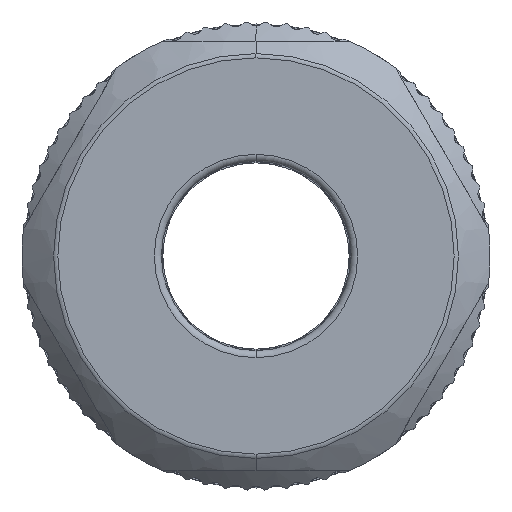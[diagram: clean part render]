
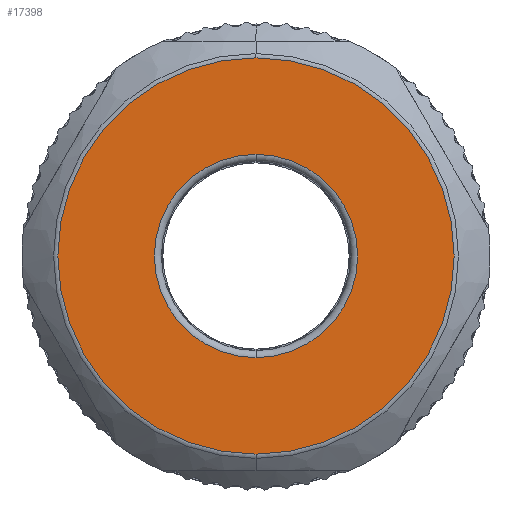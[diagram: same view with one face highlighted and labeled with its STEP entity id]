
A CAD part, left-side view. The second image highlights one B-rep face of the part: STEP entity #17398.
In plain terms, the highlighted planar face has unit normal (-1, 0, 0).
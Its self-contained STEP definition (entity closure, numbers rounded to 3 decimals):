
#68 = CIRCLE ( 'NONE', #18089, 6.918 ) ;
#894 = DIRECTION ( 'NONE',  ( -1., 0., 0. ) ) ;
#932 = DIRECTION ( 'NONE',  ( 0., 0., 1. ) ) ;
#1102 = VERTEX_POINT ( 'NONE', #4888 ) ;
#2280 = ORIENTED_EDGE ( 'NONE', *, *, #18225, .T. ) ;
#2439 = FACE_OUTER_BOUND ( 'NONE', #24299, .T. ) ;
#3076 = CARTESIAN_POINT ( 'NONE',  ( -10.61, 0., 0. ) ) ;
#3413 = DIRECTION ( 'NONE',  ( -1., 0., 0. ) ) ;
#3640 = CARTESIAN_POINT ( 'NONE',  ( -10.61, 0., 0. ) ) ;
#3954 = DIRECTION ( 'NONE',  ( 1., 0., 0. ) ) ;
#4888 = CARTESIAN_POINT ( 'NONE',  ( -10.61, 0., -3.55 ) ) ;
#6677 = CARTESIAN_POINT ( 'NONE',  ( -10.61, 0., 6.918 ) ) ;
#8440 = AXIS2_PLACEMENT_3D ( 'NONE', #11061, #894, #14900 ) ;
#9422 = VERTEX_POINT ( 'NONE', #12932 ) ;
#9512 = AXIS2_PLACEMENT_3D ( 'NONE', #3076, #22805, #932 ) ;
#9877 = AXIS2_PLACEMENT_3D ( 'NONE', #3640, #20145, #24251 ) ;
#11061 = CARTESIAN_POINT ( 'NONE',  ( -10.61, 0., 0. ) ) ;
#11224 = CIRCLE ( 'NONE', #22768, 3.55 ) ;
#11262 = EDGE_LOOP ( 'NONE', ( #18354, #2280 ) ) ;
#12932 = CARTESIAN_POINT ( 'NONE',  ( -10.61, 0., 3.55 ) ) ;
#13220 = PLANE ( 'NONE',  #9512 ) ;
#13221 = EDGE_CURVE ( 'NONE', #18869, #26009, #24682, .T. ) ;
#14900 = DIRECTION ( 'NONE',  ( 0., 0., 1. ) ) ;
#15442 = DIRECTION ( 'NONE',  ( 0., 0., 1. ) ) ;
#15627 = CARTESIAN_POINT ( 'NONE',  ( -10.61, 0., 0. ) ) ;
#16490 = CARTESIAN_POINT ( 'NONE',  ( -10.61, 0., -6.918 ) ) ;
#17398 = ADVANCED_FACE ( 'NONE', ( #2439, #19485 ), #13220, .F. ) ;
#17848 = CIRCLE ( 'NONE', #9877, 3.55 ) ;
#18089 = AXIS2_PLACEMENT_3D ( 'NONE', #15627, #3413, #15442 ) ;
#18225 = EDGE_CURVE ( 'NONE', #1102, #9422, #11224, .T. ) ;
#18354 = ORIENTED_EDGE ( 'NONE', *, *, #19286, .T. ) ;
#18738 = ORIENTED_EDGE ( 'NONE', *, *, #21561, .T. ) ;
#18869 = VERTEX_POINT ( 'NONE', #16490 ) ;
#19286 = EDGE_CURVE ( 'NONE', #9422, #1102, #17848, .T. ) ;
#19485 = FACE_BOUND ( 'NONE', #11262, .T. ) ;
#20145 = DIRECTION ( 'NONE',  ( 1., 0., 0. ) ) ;
#21561 = EDGE_CURVE ( 'NONE', #26009, #18869, #68, .T. ) ;
#22768 = AXIS2_PLACEMENT_3D ( 'NONE', #24051, #3954, #26085 ) ;
#22805 = DIRECTION ( 'NONE',  ( 1., 0., 0. ) ) ;
#24051 = CARTESIAN_POINT ( 'NONE',  ( -10.61, 0., 0. ) ) ;
#24251 = DIRECTION ( 'NONE',  ( 0., 0., 1. ) ) ;
#24299 = EDGE_LOOP ( 'NONE', ( #18738, #25246 ) ) ;
#24682 = CIRCLE ( 'NONE', #8440, 6.918 ) ;
#25246 = ORIENTED_EDGE ( 'NONE', *, *, #13221, .T. ) ;
#26009 = VERTEX_POINT ( 'NONE', #6677 ) ;
#26085 = DIRECTION ( 'NONE',  ( 0., 0., 1. ) ) ;
